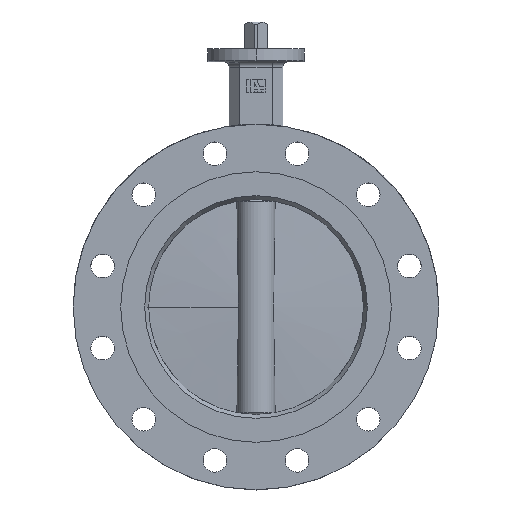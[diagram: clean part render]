
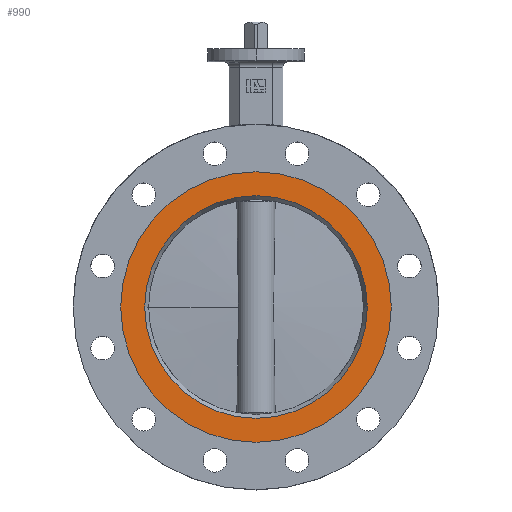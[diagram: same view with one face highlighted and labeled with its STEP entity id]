
A CAD part, top view. The second image highlights one B-rep face of the part: STEP entity #990.
In plain terms, the highlighted planar face has unit normal (0, 0, 1).
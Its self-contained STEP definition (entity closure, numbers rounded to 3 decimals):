
#206 = CARTESIAN_POINT ( 'NONE',  ( 0., 0., 30. ) ) ;
#207 = DIRECTION ( 'NONE',  ( 0., 0., -1. ) ) ;
#208 = DIRECTION ( 'NONE',  ( 1., 0., 0. ) ) ;
#216 = CARTESIAN_POINT ( 'NONE',  ( 0., 0., 30. ) ) ;
#217 = DIRECTION ( 'NONE',  ( 0., 0., 1. ) ) ;
#218 = DIRECTION ( 'NONE',  ( 1., 0., 0. ) ) ;
#227 = CARTESIAN_POINT ( 'NONE',  ( 0., 0., 30. ) ) ;
#228 = DIRECTION ( 'NONE',  ( 0., 0., -1. ) ) ;
#229 = DIRECTION ( 'NONE',  ( 1., 0., 0. ) ) ;
#230 = CARTESIAN_POINT ( 'NONE',  ( 0., 0., 30. ) ) ;
#231 = DIRECTION ( 'NONE',  ( 0., 0., 1. ) ) ;
#232 = DIRECTION ( 'NONE',  ( 1., 0., 0. ) ) ;
#990 = ADVANCED_FACE ( 'NONE', ( #4856, #4866 ), #1345, .T. ) ;
#1324 = DIRECTION ( 'NONE',  ( 1., 0., 0. ) ) ;
#1334 = CARTESIAN_POINT ( 'NONE',  ( 0., 0., 30. ) ) ;
#1336 = DIRECTION ( 'NONE',  ( 0., 0., 1. ) ) ;
#1345 = PLANE ( 'NONE',  #4732 ) ;
#1833 = VERTEX_POINT ( 'NONE', #2276 ) ;
#1912 = VERTEX_POINT ( 'NONE', #5471 ) ;
#1961 = VERTEX_POINT ( 'NONE', #5520 ) ;
#2058 = VERTEX_POINT ( 'NONE', #5617 ) ;
#2276 = CARTESIAN_POINT ( 'NONE',  ( 125.75, 0., 30. ) ) ;
#2573 = ORIENTED_EDGE ( 'NONE', *, *, #4580, .T. ) ;
#2574 = ORIENTED_EDGE ( 'NONE', *, *, #4590, .T. ) ;
#2575 = ORIENTED_EDGE ( 'NONE', *, *, #4591, .T. ) ;
#2576 = ORIENTED_EDGE ( 'NONE', *, *, #4585, .T. ) ;
#3148 = EDGE_LOOP ( 'NONE', ( #2575, #2576 ) ) ;
#3155 = EDGE_LOOP ( 'NONE', ( #2573, #2574 ) ) ;
#3503 = CIRCLE ( 'NONE', #6192, 103.464 ) ;
#3506 = CIRCLE ( 'NONE', #6194, 125.75 ) ;
#3514 = CIRCLE ( 'NONE', #6197, 103.464 ) ;
#3520 = CIRCLE ( 'NONE', #6198, 125.75 ) ;
#4580 = EDGE_CURVE ( 'NONE', #1961, #1912, #3503, .T. ) ;
#4585 = EDGE_CURVE ( 'NONE', #1833, #2058, #3506, .T. ) ;
#4590 = EDGE_CURVE ( 'NONE', #1912, #1961, #3514, .T. ) ;
#4591 = EDGE_CURVE ( 'NONE', #2058, #1833, #3520, .T. ) ;
#4732 = AXIS2_PLACEMENT_3D ( 'NONE', #1334, #1336, #1324 ) ;
#4856 = FACE_BOUND ( 'NONE', #3155, .T. ) ;
#4866 = FACE_OUTER_BOUND ( 'NONE', #3148, .T. ) ;
#5471 = CARTESIAN_POINT ( 'NONE',  ( -103.464, 0., 30. ) ) ;
#5520 = CARTESIAN_POINT ( 'NONE',  ( 103.464, 0., 30. ) ) ;
#5617 = CARTESIAN_POINT ( 'NONE',  ( -125.75, 0., 30. ) ) ;
#6192 = AXIS2_PLACEMENT_3D ( 'NONE', #206, #207, #208 ) ;
#6194 = AXIS2_PLACEMENT_3D ( 'NONE', #216, #217, #218 ) ;
#6197 = AXIS2_PLACEMENT_3D ( 'NONE', #227, #228, #229 ) ;
#6198 = AXIS2_PLACEMENT_3D ( 'NONE', #230, #231, #232 ) ;
